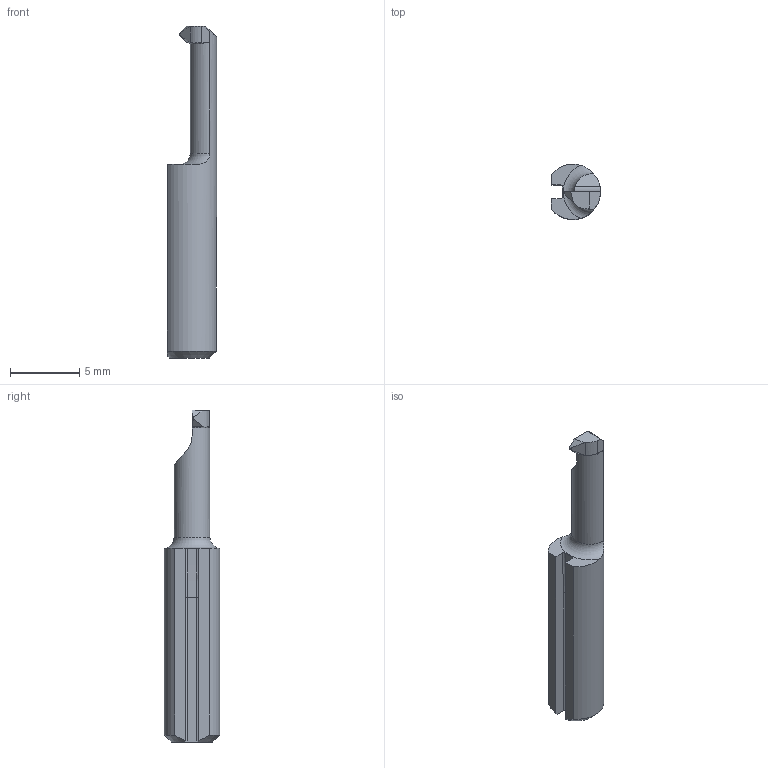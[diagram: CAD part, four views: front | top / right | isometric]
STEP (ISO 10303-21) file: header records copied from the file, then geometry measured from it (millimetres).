
FILE_DESCRIPTION (( 'STEP AP203' ), '1' );
FILE_NAME ('L060.3-10.step', '2024-03-21T06:34:46', ( '' ), ( '' ), 'SwSTEP 2.0', 'SolidWorks 2022', '' );
FILE_SCHEMA (( 'CONFIG_CONTROL_DESIGN' ));
Length unit declared in the file: millimetre
Products named in the file (1): L060.3-10
Bounding box: 3.55 x 4 x 24 mm (x, y, z)
Volume: 184.7 mm3; surface area: 279.5 mm2
Topology: 1 solids, 1 shells, 30 faces, 82 edges, 54 vertices
Faces by surface type: plane 17, cylinder 7, torus 4, cone 2
Entity records: 1090 total; most frequent: CARTESIAN_POINT 271, ORIENTED_EDGE 164, DIRECTION 146, EDGE_CURVE 82, VERTEX_POINT 54, AXIS2_PLACEMENT_3D 51, LINE 44, VECTOR 44
